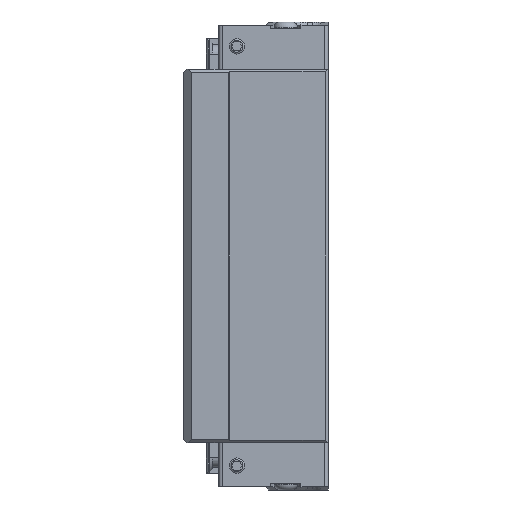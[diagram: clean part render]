
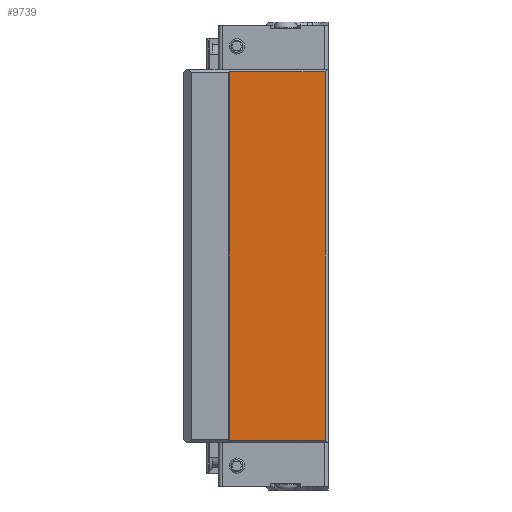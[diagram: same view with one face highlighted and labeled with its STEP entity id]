
A CAD part, left-side view. The second image highlights one B-rep face of the part: STEP entity #9739.
In plain terms, the highlighted planar face has unit normal (-1, 0, 0).
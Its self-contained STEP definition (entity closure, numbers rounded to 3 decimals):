
#521=PLANE('',#10616);
#1175=FACE_OUTER_BOUND('',#1717,.T.);
#1717=EDGE_LOOP('',(#9183,#9184,#9185,#9186));
#2714=LINE('',#16071,#3754);
#2719=LINE('',#16082,#3759);
#2725=LINE('',#16092,#3765);
#2758=LINE('',#16173,#3798);
#3754=VECTOR('',#13229,10.);
#3759=VECTOR('',#13236,10.);
#3765=VECTOR('',#13248,10.);
#3798=VECTOR('',#13365,10.);
#5025=VERTEX_POINT('',#16068);
#5026=VERTEX_POINT('',#16070);
#5029=VERTEX_POINT('',#16078);
#5031=VERTEX_POINT('',#16081);
#6372=EDGE_CURVE('',#5026,#5025,#2714,.T.);
#6377=EDGE_CURVE('',#5031,#5029,#2719,.T.);
#6383=EDGE_CURVE('',#5025,#5031,#2725,.T.);
#6422=EDGE_CURVE('',#5026,#5029,#2758,.T.);
#9183=ORIENTED_EDGE('',*,*,#6372,.T.);
#9184=ORIENTED_EDGE('',*,*,#6383,.T.);
#9185=ORIENTED_EDGE('',*,*,#6377,.T.);
#9186=ORIENTED_EDGE('',*,*,#6422,.F.);
#9739=ADVANCED_FACE('',(#1175),#521,.T.);
#10616=AXIS2_PLACEMENT_3D('',#16172,#13363,#13364);
#13229=DIRECTION('',(0.,-1.,0.));
#13236=DIRECTION('',(0.,1.,0.));
#13248=DIRECTION('',(0.,0.,1.));
#13363=DIRECTION('center_axis',(-1.,0.,0.));
#13364=DIRECTION('ref_axis',(0.,-1.,0.));
#13365=DIRECTION('',(0.,0.,1.));
#16068=CARTESIAN_POINT('',(-34.85,-27.95,-60.4));
#16070=CARTESIAN_POINT('',(-34.85,3.5,-60.4));
#16071=CARTESIAN_POINT('',(-34.85,1.75,-60.4));
#16078=CARTESIAN_POINT('',(-34.85,3.5,60.4));
#16081=CARTESIAN_POINT('',(-34.85,-27.95,60.4));
#16082=CARTESIAN_POINT('',(-34.85,1.75,60.4));
#16092=CARTESIAN_POINT('',(-34.85,-27.95,0.));
#16172=CARTESIAN_POINT('Origin',(-34.85,3.5,0.));
#16173=CARTESIAN_POINT('',(-34.85,3.5,0.));
